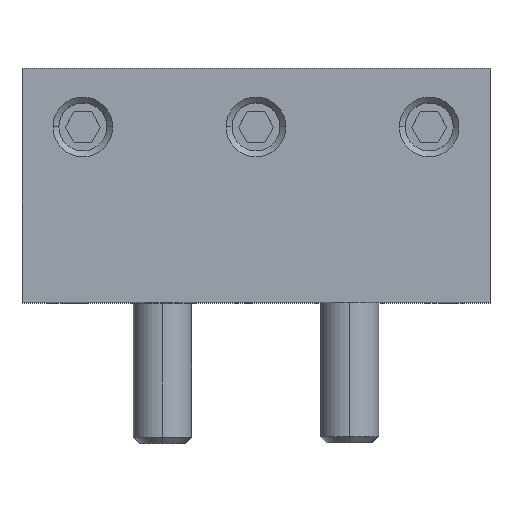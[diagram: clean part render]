
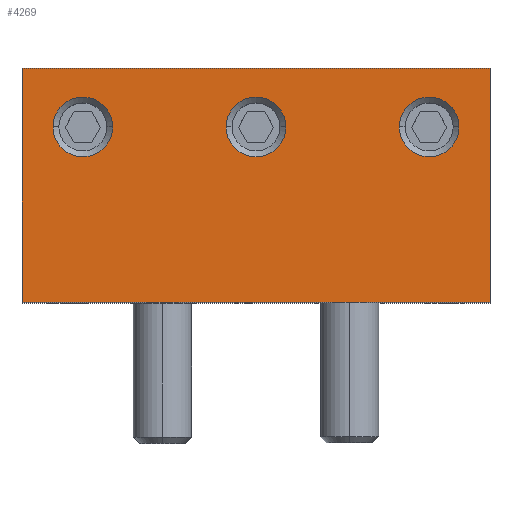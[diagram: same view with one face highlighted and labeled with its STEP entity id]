
A CAD part, top view. The second image highlights one B-rep face of the part: STEP entity #4269.
In plain terms, the highlighted planar face has unit normal (0, 0, 1).
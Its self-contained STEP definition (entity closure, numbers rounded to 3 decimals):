
#42 = CIRCLE ( 'NONE', #4567, 1.275 ) ;
#114 = CIRCLE ( 'NONE', #7023, 1.275 ) ;
#122 = CIRCLE ( 'NONE', #6293, 1.275 ) ;
#306 = VERTEX_POINT ( 'NONE', #6609 ) ;
#313 = CARTESIAN_POINT ( 'NONE',  ( 10., 10., 10. ) ) ;
#374 = EDGE_CURVE ( 'Defeature ausgef�hrt1_38+Defeature ausgef�hrt1_20+Defeature ausgef�hrt1_20+Defeature ausgef�hrt1_20', #6232, #5462, #2718, .T. ) ;
#386 = VECTOR ( 'NONE', #1285, 1000. ) ;
#463 = LINE ( 'NONE', #3097, #6193 ) ;
#519 = ORIENTED_EDGE ( 'NONE', *, *, #2965, .T. ) ;
#614 = CARTESIAN_POINT ( 'NONE',  ( -1.275, 7.5, 10. ) ) ;
#634 = CARTESIAN_POINT ( 'NONE',  ( 0., 7.5, 10. ) ) ;
#696 = CARTESIAN_POINT ( 'NONE',  ( 10., 10., 10. ) ) ;
#718 = CARTESIAN_POINT ( 'NONE',  ( 7.4, 7.5, 10. ) ) ;
#812 = CARTESIAN_POINT ( 'NONE',  ( 1.275, 7.5, 10. ) ) ;
#902 = EDGE_CURVE ( 'Defeature ausgef�hrt1_41+Defeature ausgef�hrt1_20+Defeature ausgef�hrt1_20+Defeature ausgef�hrt1_20', #1075, #5997, #42, .T. ) ;
#986 = CARTESIAN_POINT ( 'NONE',  ( 0., 7.5, 10. ) ) ;
#1012 = CARTESIAN_POINT ( 'NONE',  ( 7.4, 7.5, 10. ) ) ;
#1075 = VERTEX_POINT ( 'NONE', #5364 ) ;
#1138 = EDGE_CURVE ( 'Defeature ausgef�hrt1_41+Defeature ausgef�hrt1_20+Defeature ausgef�hrt1_20+Defeature ausgef�hrt1_20', #5997, #1075, #4610, .T. ) ;
#1285 = DIRECTION ( 'NONE',  ( 1., 0., 0. ) ) ;
#1336 = DIRECTION ( 'NONE',  ( 0., 0., 1. ) ) ;
#1600 = ORIENTED_EDGE ( 'NONE', *, *, #6056, .F. ) ;
#1624 = VERTEX_POINT ( 'NONE', #6955 ) ;
#1636 = VECTOR ( 'NONE', #4629, 1000. ) ;
#1897 = AXIS2_PLACEMENT_3D ( 'NONE', #313, #3618, #4190 ) ;
#2240 = FACE_BOUND ( 'NONE', #4334, .T. ) ;
#2352 = ORIENTED_EDGE ( 'NONE', *, *, #4766, .F. ) ;
#2377 = DIRECTION ( 'NONE',  ( 1., 0., 0. ) ) ;
#2475 = DIRECTION ( 'NONE',  ( 0., -1., 0. ) ) ;
#2542 = EDGE_CURVE ( 'Defeature ausgef�hrt1_45+Defeature ausgef�hrt1_20+Defeature ausgef�hrt1_20+Defeature ausgef�hrt1_20', #3249, #3251, #114, .T. ) ;
#2558 = CARTESIAN_POINT ( 'NONE',  ( -6.125, 7.5, 10. ) ) ;
#2701 = DIRECTION ( 'NONE',  ( 1., 0., 0. ) ) ;
#2718 = CIRCLE ( 'NONE', #6787, 1.275 ) ;
#2934 = AXIS2_PLACEMENT_3D ( 'NONE', #1012, #5443, #4912 ) ;
#2962 = CARTESIAN_POINT ( 'NONE',  ( -10., 0., 10. ) ) ;
#2965 = EDGE_CURVE ( 'Defeature ausgef�hrt1_20+Defeature ausgef�hrt1_19+Defeature ausgef�hrt1_17+Defeature ausgef�hrt1_18', #306, #5417, #3655, .T. ) ;
#2999 = CARTESIAN_POINT ( 'NONE',  ( 10., 10., 10. ) ) ;
#3030 = CARTESIAN_POINT ( 'NONE',  ( 10., 0., 10. ) ) ;
#3089 = CARTESIAN_POINT ( 'NONE',  ( -8.675, 7.5, 10. ) ) ;
#3097 = CARTESIAN_POINT ( 'NONE',  ( 10., 10., 10. ) ) ;
#3249 = VERTEX_POINT ( 'NONE', #2558 ) ;
#3251 = VERTEX_POINT ( 'NONE', #3089 ) ;
#3363 = DIRECTION ( 'NONE',  ( 1., 0., 0. ) ) ;
#3371 = EDGE_LOOP ( 'NONE', ( #1600, #7012 ) ) ;
#3397 = AXIS2_PLACEMENT_3D ( 'NONE', #5050, #5072, #3363 ) ;
#3465 = ORIENTED_EDGE ( 'NONE', *, *, #1138, .F. ) ;
#3606 = EDGE_CURVE ( 'Defeature ausgef�hrt1_17+Defeature ausgef�hrt1_20+Defeature ausgef�hrt1_19+Defeature ausgef�hrt1_21', #306, #5911, #4599, .T. ) ;
#3618 = DIRECTION ( 'NONE',  ( 0., 0., -1. ) ) ;
#3650 = CARTESIAN_POINT ( 'NONE',  ( 6.125, 7.5, 10. ) ) ;
#3655 = LINE ( 'NONE', #5767, #3832 ) ;
#3681 = DIRECTION ( 'NONE',  ( 0., -1., 0. ) ) ;
#3832 = VECTOR ( 'NONE', #2475, 1000. ) ;
#3871 = EDGE_LOOP ( 'NONE', ( #6198, #4919, #6114, #519 ) ) ;
#4085 = EDGE_LOOP ( 'NONE', ( #5187, #3465 ) ) ;
#4190 = DIRECTION ( 'NONE',  ( -1., 0., 0. ) ) ;
#4269 = ADVANCED_FACE ( 'Defeature ausgef�hrt1_20', ( #2240, #7116, #6852, #5470 ), #6958, .F. ) ;
#4334 = EDGE_LOOP ( 'NONE', ( #4652, #2352 ) ) ;
#4395 = CARTESIAN_POINT ( 'NONE',  ( -7.4, 7.5, 10. ) ) ;
#4567 = AXIS2_PLACEMENT_3D ( 'NONE', #718, #1336, #6819 ) ;
#4599 = LINE ( 'NONE', #696, #1636 ) ;
#4610 = CIRCLE ( 'NONE', #2934, 1.275 ) ;
#4629 = DIRECTION ( 'NONE',  ( 1., 0., 0. ) ) ;
#4652 = ORIENTED_EDGE ( 'NONE', *, *, #2542, .F. ) ;
#4766 = EDGE_CURVE ( 'Defeature ausgef�hrt1_45+Defeature ausgef�hrt1_20+Defeature ausgef�hrt1_20+Defeature ausgef�hrt1_20', #3251, #3249, #5369, .T. ) ;
#4912 = DIRECTION ( 'NONE',  ( 1., 0., 0. ) ) ;
#4919 = ORIENTED_EDGE ( 'NONE', *, *, #5994, .F. ) ;
#5050 = CARTESIAN_POINT ( 'NONE',  ( -7.4, 7.5, 10. ) ) ;
#5072 = DIRECTION ( 'NONE',  ( 0., 0., 1. ) ) ;
#5187 = ORIENTED_EDGE ( 'NONE', *, *, #902, .F. ) ;
#5364 = CARTESIAN_POINT ( 'NONE',  ( 8.675, 7.5, 10. ) ) ;
#5369 = CIRCLE ( 'NONE', #3397, 1.275 ) ;
#5384 = EDGE_CURVE ( 'Defeature ausgef�hrt1_20+Defeature ausgef�hrt1_18+Defeature ausgef�hrt1_19+Defeature ausgef�hrt1_21', #5417, #1624, #6807, .T. ) ;
#5417 = VERTEX_POINT ( 'NONE', #2962 ) ;
#5443 = DIRECTION ( 'NONE',  ( 0., 0., 1. ) ) ;
#5457 = DIRECTION ( 'NONE',  ( 1., 0., 0. ) ) ;
#5462 = VERTEX_POINT ( 'NONE', #812 ) ;
#5470 = FACE_OUTER_BOUND ( 'NONE', #3871, .T. ) ;
#5666 = DIRECTION ( 'NONE',  ( 0., 0., 1. ) ) ;
#5767 = CARTESIAN_POINT ( 'NONE',  ( -10., 10., 10. ) ) ;
#5911 = VERTEX_POINT ( 'NONE', #2999 ) ;
#5994 = EDGE_CURVE ( 'Defeature ausgef�hrt1_21+Defeature ausgef�hrt1_20+Defeature ausgef�hrt1_17+Defeature ausgef�hrt1_18', #5911, #1624, #463, .T. ) ;
#5997 = VERTEX_POINT ( 'NONE', #3650 ) ;
#6043 = DIRECTION ( 'NONE',  ( 0., 0., 1. ) ) ;
#6056 = EDGE_CURVE ( 'Defeature ausgef�hrt1_38+Defeature ausgef�hrt1_20+Defeature ausgef�hrt1_20+Defeature ausgef�hrt1_20', #5462, #6232, #122, .T. ) ;
#6114 = ORIENTED_EDGE ( 'NONE', *, *, #3606, .F. ) ;
#6193 = VECTOR ( 'NONE', #3681, 1000. ) ;
#6198 = ORIENTED_EDGE ( 'NONE', *, *, #5384, .T. ) ;
#6232 = VERTEX_POINT ( 'NONE', #614 ) ;
#6293 = AXIS2_PLACEMENT_3D ( 'NONE', #986, #6515, #2701 ) ;
#6515 = DIRECTION ( 'NONE',  ( 0., 0., 1. ) ) ;
#6609 = CARTESIAN_POINT ( 'NONE',  ( -10., 10., 10. ) ) ;
#6787 = AXIS2_PLACEMENT_3D ( 'NONE', #634, #5666, #2377 ) ;
#6807 = LINE ( 'NONE', #3030, #386 ) ;
#6819 = DIRECTION ( 'NONE',  ( 1., 0., 0. ) ) ;
#6852 = FACE_BOUND ( 'NONE', #3371, .T. ) ;
#6955 = CARTESIAN_POINT ( 'NONE',  ( 10., 0., 10. ) ) ;
#6958 = PLANE ( 'NONE',  #1897 ) ;
#7012 = ORIENTED_EDGE ( 'NONE', *, *, #374, .F. ) ;
#7023 = AXIS2_PLACEMENT_3D ( 'NONE', #4395, #6043, #5457 ) ;
#7116 = FACE_BOUND ( 'NONE', #4085, .T. ) ;
